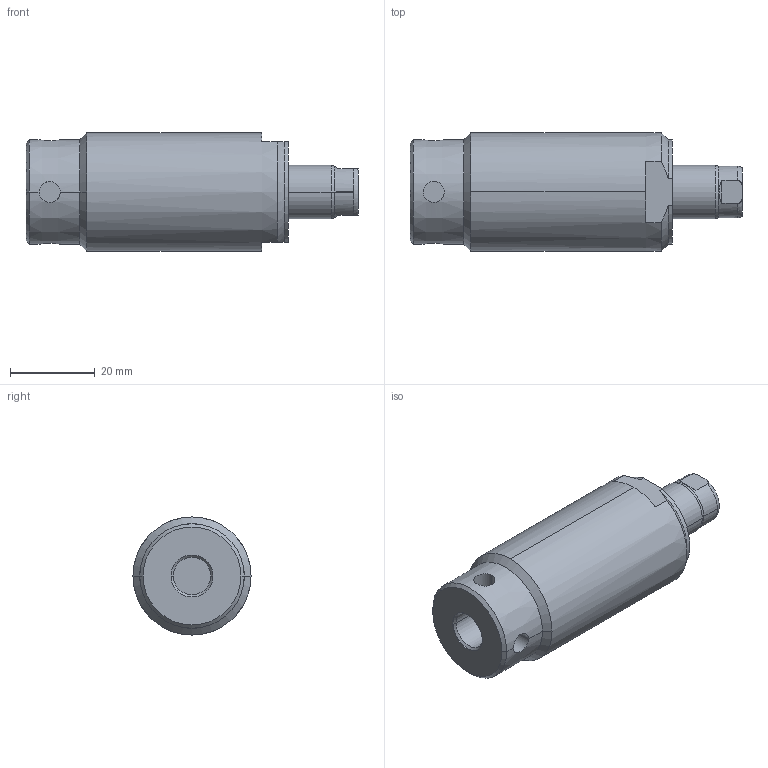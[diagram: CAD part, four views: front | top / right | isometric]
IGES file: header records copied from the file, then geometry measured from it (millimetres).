
Start section:  PTC IGES file: ilcm42001012.igs
Global section: file name: ilcm42001012.igs; native system: Creo Parametric by Parametric Technology Corporation; preprocessor: 2013320; author: jweaver; organization: Unknown; date: 20200610.130832; units: millimetre
Bounding box: 78.31 x 27.84 x 27.84 mm (x, y, z)
Surface area: 7612.7 mm2 (no closed solid volume)
Topology: 0 solids, 0 shells, 54 faces, 250 edges, 248 vertices
Faces by surface type: revolution 38, bspline 16
